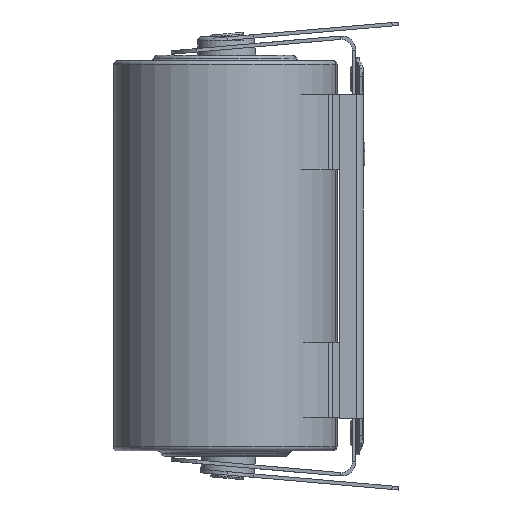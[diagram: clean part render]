
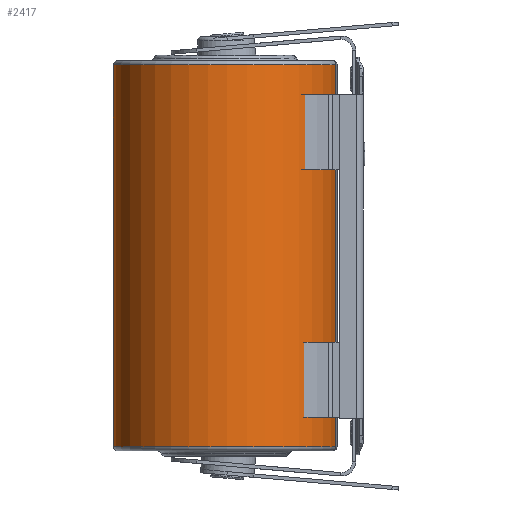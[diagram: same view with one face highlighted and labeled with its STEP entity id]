
A CAD part, left-side view. The second image highlights one B-rep face of the part: STEP entity #2417.
In plain terms, the highlighted cylindrical face has radius 16.535 mm (diameter 33.071 mm), a partial arc.
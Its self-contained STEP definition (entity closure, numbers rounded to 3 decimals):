
#194 = VECTOR ( 'NONE', #16409, 1000. ) ;
#638 = EDGE_LOOP ( 'NONE', ( #822, #17991, #10402, #5251 ) ) ;
#822 = ORIENTED_EDGE ( 'NONE', *, *, #5547, .F. ) ;
#1038 = DIRECTION ( 'NONE',  ( 0., 0., 1. ) ) ;
#1278 = CARTESIAN_POINT ( 'NONE',  ( 6.208, 29.019, 51.03 ) ) ;
#1393 = CARTESIAN_POINT ( 'NONE',  ( 6.208, 29.019, -26.069 ) ) ;
#2417 = ADVANCED_FACE ( 'NONE', ( #15111 ), #13890, .T. ) ;
#4940 = CARTESIAN_POINT ( 'NONE',  ( 1.09, -3.654, 51.03 ) ) ;
#5188 = AXIS2_PLACEMENT_3D ( 'NONE', #5289, #1038, #9249 ) ;
#5251 = ORIENTED_EDGE ( 'NONE', *, *, #5527, .T. ) ;
#5289 = CARTESIAN_POINT ( 'NONE',  ( 3.649, 12.682, 51.03 ) ) ;
#5527 = EDGE_CURVE ( 'NONE', #12115, #18135, #8826, .T. ) ;
#5547 = EDGE_CURVE ( 'NONE', #17324, #18135, #5719, .T. ) ;
#5719 = LINE ( 'NONE', #1278, #12670 ) ;
#6129 = CARTESIAN_POINT ( 'NONE',  ( 6.208, 29.019, 30.395 ) ) ;
#6694 = CIRCLE ( 'NONE', #17066, 16.535 ) ;
#7179 = DIRECTION ( 'NONE',  ( 0., 0., 1. ) ) ;
#8225 = AXIS2_PLACEMENT_3D ( 'NONE', #8475, #17106, #17193 ) ;
#8475 = CARTESIAN_POINT ( 'NONE',  ( 3.649, 12.682, 30.395 ) ) ;
#8826 = CIRCLE ( 'NONE', #8225, 16.535 ) ;
#9249 = DIRECTION ( 'NONE',  ( -0.155, -0.988, 0. ) ) ;
#10108 = EDGE_CURVE ( 'NONE', #17644, #12115, #16501, .T. ) ;
#10402 = ORIENTED_EDGE ( 'NONE', *, *, #10108, .T. ) ;
#11503 = DIRECTION ( 'NONE',  ( 0., 0., 1. ) ) ;
#12115 = VERTEX_POINT ( 'NONE', #15927 ) ;
#12670 = VECTOR ( 'NONE', #7179, 1000. ) ;
#13890 = CYLINDRICAL_SURFACE ( 'NONE', #5188, 16.535 ) ;
#14027 = DIRECTION ( 'NONE',  ( -0.155, -0.988, 0. ) ) ;
#15111 = FACE_OUTER_BOUND ( 'NONE', #638, .T. ) ;
#15422 = CARTESIAN_POINT ( 'NONE',  ( 1.09, -3.654, -26.069 ) ) ;
#15508 = CARTESIAN_POINT ( 'NONE',  ( 3.649, 12.682, -26.069 ) ) ;
#15927 = CARTESIAN_POINT ( 'NONE',  ( 1.09, -3.654, 30.395 ) ) ;
#16258 = EDGE_CURVE ( 'NONE', #17324, #17644, #6694, .T. ) ;
#16409 = DIRECTION ( 'NONE',  ( 0., 0., 1. ) ) ;
#16501 = LINE ( 'NONE', #4940, #194 ) ;
#17066 = AXIS2_PLACEMENT_3D ( 'NONE', #15508, #11503, #14027 ) ;
#17106 = DIRECTION ( 'NONE',  ( 0., 0., -1. ) ) ;
#17193 = DIRECTION ( 'NONE',  ( 0.155, 0.988, 0. ) ) ;
#17324 = VERTEX_POINT ( 'NONE', #1393 ) ;
#17644 = VERTEX_POINT ( 'NONE', #15422 ) ;
#17991 = ORIENTED_EDGE ( 'NONE', *, *, #16258, .T. ) ;
#18135 = VERTEX_POINT ( 'NONE', #6129 ) ;
